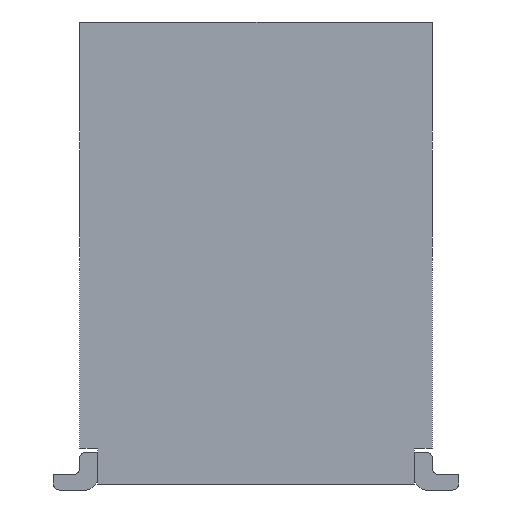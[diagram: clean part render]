
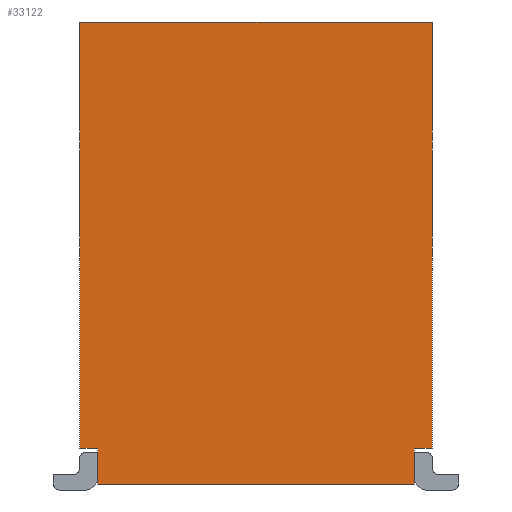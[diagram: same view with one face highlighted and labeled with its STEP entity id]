
A CAD part, left-side view. The second image highlights one B-rep face of the part: STEP entity #33122.
In plain terms, the highlighted planar face has unit normal (-1, 0, 0).
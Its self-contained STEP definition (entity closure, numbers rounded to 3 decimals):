
#4656=FACE_OUTER_BOUND('',#6389,.T.);
#6389=EDGE_LOOP('',(#28472,#28473,#28474,#28475,#28476,#28477,#28478,#28479));
#9717=LINE('',#52604,#13257);
#9735=LINE('',#52640,#13275);
#9738=LINE('',#52645,#13278);
#9740=LINE('',#52649,#13280);
#9769=LINE('',#52708,#13309);
#9770=LINE('',#52710,#13310);
#9771=LINE('',#52711,#13311);
#9772=LINE('',#52712,#13312);
#13257=VECTOR('',#43370,1.);
#13275=VECTOR('',#43402,1.);
#13278=VECTOR('',#43407,1.);
#13280=VECTOR('',#43411,1.);
#13309=VECTOR('',#43442,1.);
#13310=VECTOR('',#43443,1.);
#13311=VECTOR('',#43444,1.);
#13312=VECTOR('',#43445,1.);
#16377=VERTEX_POINT('',#52601);
#16378=VERTEX_POINT('',#52603);
#16388=VERTEX_POINT('',#52637);
#16389=VERTEX_POINT('',#52639);
#16390=VERTEX_POINT('',#52643);
#16391=VERTEX_POINT('',#52647);
#16420=VERTEX_POINT('',#52707);
#16421=VERTEX_POINT('',#52709);
#20617=EDGE_CURVE('',#16377,#16378,#9717,.T.);
#20635=EDGE_CURVE('',#16388,#16389,#9735,.T.);
#20638=EDGE_CURVE('',#16390,#16388,#9738,.T.);
#20640=EDGE_CURVE('',#16390,#16391,#9740,.T.);
#20669=EDGE_CURVE('',#16420,#16391,#9769,.T.);
#20670=EDGE_CURVE('',#16420,#16421,#9770,.T.);
#20671=EDGE_CURVE('',#16378,#16421,#9771,.T.);
#20672=EDGE_CURVE('',#16389,#16377,#9772,.T.);
#28472=ORIENTED_EDGE('',*,*,#20640,.T.);
#28473=ORIENTED_EDGE('',*,*,#20669,.F.);
#28474=ORIENTED_EDGE('',*,*,#20670,.T.);
#28475=ORIENTED_EDGE('',*,*,#20671,.F.);
#28476=ORIENTED_EDGE('',*,*,#20617,.F.);
#28477=ORIENTED_EDGE('',*,*,#20672,.F.);
#28478=ORIENTED_EDGE('',*,*,#20635,.F.);
#28479=ORIENTED_EDGE('',*,*,#20638,.F.);
#31531=PLANE('',#35633);
#33122=ADVANCED_FACE('',(#4656),#31531,.T.);
#35633=AXIS2_PLACEMENT_3D('',#52706,#43440,#43441);
#43370=DIRECTION('',(0.,0.,-1.));
#43402=DIRECTION('',(0.,0.,1.));
#43407=DIRECTION('',(0.,1.,0.));
#43411=DIRECTION('',(0.,0.,-1.));
#43440=DIRECTION('center_axis',(-1.,0.,0.));
#43441=DIRECTION('ref_axis',(0.,1.,0.));
#43442=DIRECTION('',(0.,1.,0.));
#43443=DIRECTION('',(0.,0.,1.));
#43444=DIRECTION('',(0.,1.,0.));
#43445=DIRECTION('',(0.,-1.,0.));
#52601=CARTESIAN_POINT('',(-9.3,-1.47,3.85));
#52603=CARTESIAN_POINT('',(-9.3,-1.47,0.3));
#52604=CARTESIAN_POINT('',(-9.3,-1.47,1.95));
#52637=CARTESIAN_POINT('',(-9.3,1.47,0.3));
#52639=CARTESIAN_POINT('',(-9.3,1.47,3.85));
#52640=CARTESIAN_POINT('',(-9.3,1.47,1.95));
#52643=CARTESIAN_POINT('',(-9.3,1.32,0.3));
#52645=CARTESIAN_POINT('',(-9.3,0.,0.3));
#52647=CARTESIAN_POINT('',(-9.3,1.32,0.));
#52649=CARTESIAN_POINT('',(-9.3,1.32,1.95));
#52706=CARTESIAN_POINT('Origin',(-9.3,1.544,-0.096));
#52707=CARTESIAN_POINT('',(-9.3,-1.32,0.));
#52708=CARTESIAN_POINT('',(-9.3,0.,0.));
#52709=CARTESIAN_POINT('',(-9.3,-1.32,0.3));
#52710=CARTESIAN_POINT('',(-9.3,-1.32,1.95));
#52711=CARTESIAN_POINT('',(-9.3,0.,0.3));
#52712=CARTESIAN_POINT('',(-9.3,0.,3.85));
